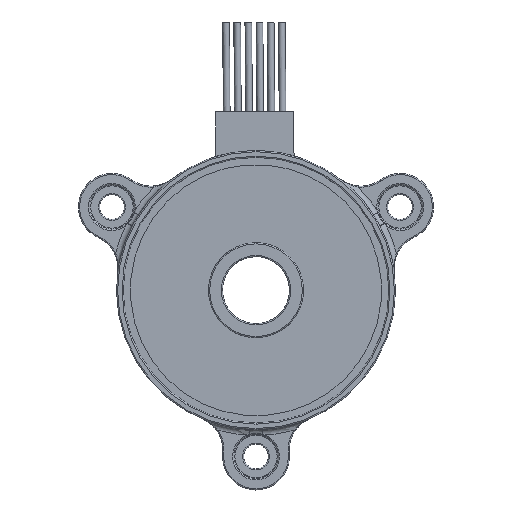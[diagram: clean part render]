
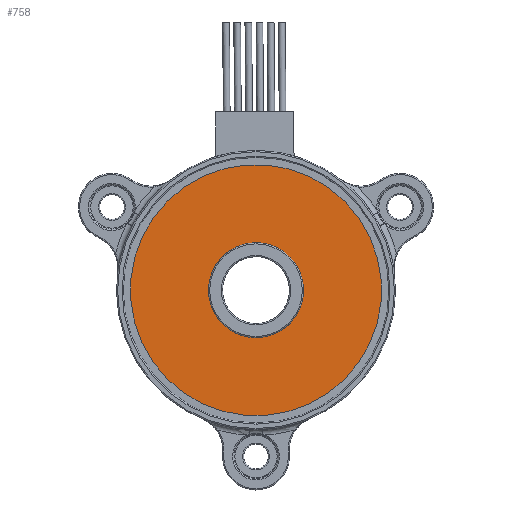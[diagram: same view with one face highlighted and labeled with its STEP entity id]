
A CAD part, front view. The second image highlights one B-rep face of the part: STEP entity #758.
In plain terms, the highlighted planar face has unit normal (0, -1, 0).
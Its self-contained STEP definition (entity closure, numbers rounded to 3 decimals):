
#39 = CARTESIAN_POINT ( 'NONE',  ( 2.079, -7.3, -3. ) ) ;
#190 = DIRECTION ( 'NONE',  ( 0.57, 0., -0.822 ) ) ;
#196 = CARTESIAN_POINT ( 'NONE',  ( 0., -7.3, 0. ) ) ;
#353 = ORIENTED_EDGE ( 'NONE', *, *, #2904, .T. ) ;
#564 = CIRCLE ( 'NONE', #1576, 11.25 ) ;
#758 = ADVANCED_FACE ( 'NONE', ( #2484, #2062 ), #5364, .T. ) ;
#890 = CARTESIAN_POINT ( 'NONE',  ( -2.079, -7.3, 3. ) ) ;
#987 = CARTESIAN_POINT ( 'NONE',  ( -6.409, -7.3, 9.246 ) ) ;
#1038 = VERTEX_POINT ( 'NONE', #987 ) ;
#1481 = DIRECTION ( 'NONE',  ( 0., -1., 0. ) ) ;
#1576 = AXIS2_PLACEMENT_3D ( 'NONE', #2454, #6376, #190 ) ;
#1676 = EDGE_LOOP ( 'NONE', ( #2500, #353 ) ) ;
#1785 = DIRECTION ( 'NONE',  ( 0.57, 0., -0.822 ) ) ;
#2047 = EDGE_CURVE ( 'NONE', #7110, #3066, #6854, .T. ) ;
#2062 = FACE_BOUND ( 'NONE', #4981, .T. ) ;
#2390 = AXIS2_PLACEMENT_3D ( 'NONE', #196, #5848, #6381 ) ;
#2454 = CARTESIAN_POINT ( 'NONE',  ( 0., -7.3, 0. ) ) ;
#2484 = FACE_OUTER_BOUND ( 'NONE', #1676, .T. ) ;
#2500 = ORIENTED_EDGE ( 'NONE', *, *, #4270, .T. ) ;
#2548 = CARTESIAN_POINT ( 'NONE',  ( 3., -7.3, 2.079 ) ) ;
#2904 = EDGE_CURVE ( 'NONE', #1038, #6269, #564, .T. ) ;
#2951 = CIRCLE ( 'NONE', #5126, 3.65 ) ;
#3066 = VERTEX_POINT ( 'NONE', #890 ) ;
#3117 = AXIS2_PLACEMENT_3D ( 'NONE', #6582, #5648, #6753 ) ;
#4057 = CARTESIAN_POINT ( 'NONE',  ( 0., -7.3, 0. ) ) ;
#4270 = EDGE_CURVE ( 'NONE', #6269, #1038, #7131, .T. ) ;
#4523 = EDGE_CURVE ( 'NONE', #3066, #7110, #2951, .T. ) ;
#4669 = AXIS2_PLACEMENT_3D ( 'NONE', #2548, #1481, #7021 ) ;
#4981 = EDGE_LOOP ( 'NONE', ( #5812, #6133 ) ) ;
#5126 = AXIS2_PLACEMENT_3D ( 'NONE', #4057, #6181, #1785 ) ;
#5364 = PLANE ( 'NONE',  #4669 ) ;
#5648 = DIRECTION ( 'NONE',  ( 0., -1., 0. ) ) ;
#5778 = CARTESIAN_POINT ( 'NONE',  ( 6.409, -7.3, -9.246 ) ) ;
#5812 = ORIENTED_EDGE ( 'NONE', *, *, #2047, .F. ) ;
#5848 = DIRECTION ( 'NONE',  ( 0., -1., 0. ) ) ;
#6133 = ORIENTED_EDGE ( 'NONE', *, *, #4523, .F. ) ;
#6181 = DIRECTION ( 'NONE',  ( 0., -1., 0. ) ) ;
#6269 = VERTEX_POINT ( 'NONE', #5778 ) ;
#6376 = DIRECTION ( 'NONE',  ( 0., -1., 0. ) ) ;
#6381 = DIRECTION ( 'NONE',  ( 0.57, 0., -0.822 ) ) ;
#6582 = CARTESIAN_POINT ( 'NONE',  ( 0., -7.3, 0. ) ) ;
#6753 = DIRECTION ( 'NONE',  ( 0.57, 0., -0.822 ) ) ;
#6854 = CIRCLE ( 'NONE', #3117, 3.65 ) ;
#7021 = DIRECTION ( 'NONE',  ( 0.57, 0., -0.822 ) ) ;
#7110 = VERTEX_POINT ( 'NONE', #39 ) ;
#7131 = CIRCLE ( 'NONE', #2390, 11.25 ) ;
